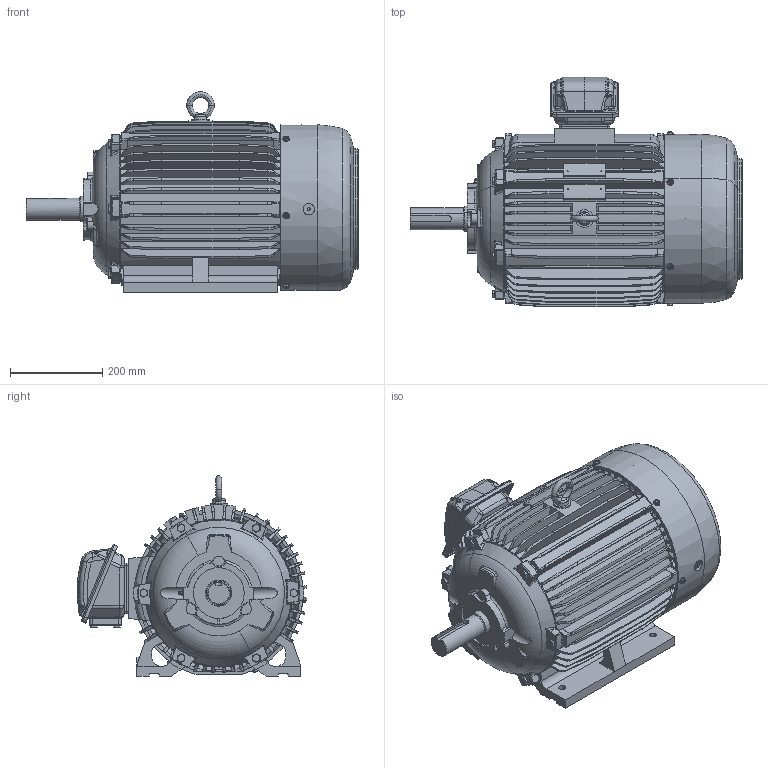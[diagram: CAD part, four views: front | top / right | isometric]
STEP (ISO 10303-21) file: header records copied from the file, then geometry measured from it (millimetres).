
FILE_DESCRIPTION(('CATIA V5 STEP Exchange'),'2;1');
FILE_NAME('286T-H_AllCATPart.stp','2012-08-29T11:17:31+00:00',('none'),('none'),'CATIA Version 5 Release 19 SP 9 (IN-10)','CATIA V5 STEP AP203','none');
FILE_SCHEMA(('CONFIG_CONTROL_DESIGN'));
Length unit declared in the file: millimetre
Products named in the file (1): 286T-H_AllCATPart
Bounding box: 718.7 x 497.32 x 434 mm (x, y, z)
Volume: 14633390.1 mm3; surface area: 3061801.8 mm2
Topology: 42 solids, 42 shells, 3221 faces, 8639 edges, 5552 vertices
Faces by surface type: plane 1139, cylinder 843, torus 499, cone 481, bspline 222, sphere 33, extrusion 4
Entity records: 114338 total; most frequent: CARTESIAN_POINT 44810, ORIENTED_EDGE 17182, DIRECTION 9498, EDGE_CURVE 8591, VERTEX_POINT 5552, AXIS2_PLACEMENT_3D 4843, EDGE_LOOP 3517, ADVANCED_FACE 3221
